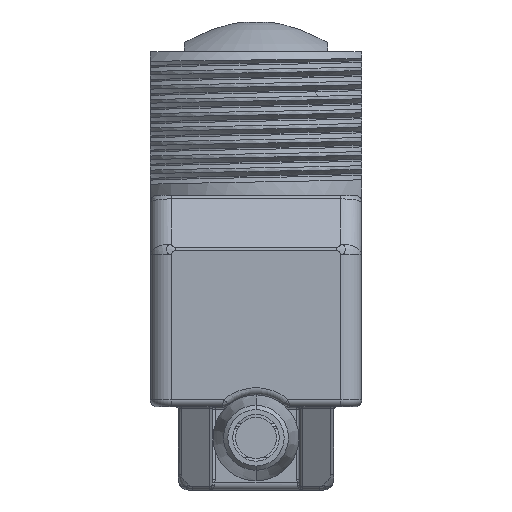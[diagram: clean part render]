
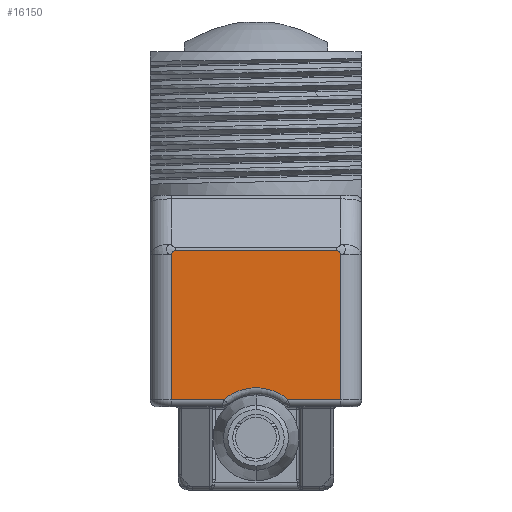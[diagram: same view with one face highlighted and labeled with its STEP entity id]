
A CAD part, front view. The second image highlights one B-rep face of the part: STEP entity #16150.
In plain terms, the highlighted planar face has unit normal (0, -1, 0).
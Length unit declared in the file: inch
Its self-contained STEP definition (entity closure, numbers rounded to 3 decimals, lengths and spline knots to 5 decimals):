
#40=CARTESIAN_POINT('',(-0.09074,-0.67913,
-0.26772));
#67=CARTESIAN_POINT('',(0.,-0.67913,-0.37402));
#68=DIRECTION('',(0.,1.,0.));
#69=DIRECTION('',(-0.649,0.,0.761));
#70=AXIS2_PLACEMENT_3D('',#67,#68,#69);
#72=CARTESIAN_POINT('',(0.09074,-0.67913,
-0.26772));
#102=DIRECTION('',(-1.,0.,0.));
#103=VECTOR('',#102,0.14548);
#104=CARTESIAN_POINT('',(0.23622,-0.67913,
-0.26772));
#105=LINE('',#104,#103);
#115=CARTESIAN_POINT('',(-0.23622,-0.67913,
0.13772));
#116=CARTESIAN_POINT('',(-0.23608,-0.67913,
0.14281));
#117=CARTESIAN_POINT('',(-0.23076,-0.67913,
0.14827));
#118=CARTESIAN_POINT('',(-0.22567,-0.67913,
0.14827));
#120=CARTESIAN_POINT('',(0.23622,-0.67913,
0.13772));
#121=CARTESIAN_POINT('',(0.23608,-0.67913,
0.14281));
#122=CARTESIAN_POINT('',(0.23076,-0.67913,
0.14827));
#123=CARTESIAN_POINT('',(0.22567,-0.67913,
0.14827));
#129=DIRECTION('',(0.,0.,1.));
#130=VECTOR('',#129,0.40544);
#131=CARTESIAN_POINT('',(0.23622,-0.67913,
-0.26772));
#132=LINE('',#131,#130);
#1081=DIRECTION('',(0.,0.,-1.));
#1082=VECTOR('',#1081,0.40544);
#1083=CARTESIAN_POINT('',(-0.23622,-0.67913,
0.13772));
#1084=LINE('',#1083,#1082);
#1141=DIRECTION('',(-1.,0.,0.));
#1142=VECTOR('',#1141,0.14548);
#1143=CARTESIAN_POINT('',(-0.09074,-0.67913,
-0.26772));
#1144=LINE('',#1143,#1142);
#5290=DIRECTION('',(-1.,0.,0.));
#5291=VECTOR('',#5290,0.45134);
#5292=CARTESIAN_POINT('',(0.22567,-0.67913,
0.14827));
#5293=LINE('',#5292,#5291);
#13494=VERTEX_POINT('',#120);
#13495=VERTEX_POINT('',#123);
#13501=CARTESIAN_POINT('',(-0.22567,-0.67913,
0.14827));
#13502=VERTEX_POINT('',#13501);
#13503=VERTEX_POINT('',#115);
#15456=CARTESIAN_POINT('',(0.23622,-0.67913,
-0.26772));
#15457=VERTEX_POINT('',#15456);
#15474=CARTESIAN_POINT('',(-0.23622,-0.67913,
-0.26772));
#15475=VERTEX_POINT('',#15474);
#15483=VERTEX_POINT('',#72);
#15485=VERTEX_POINT('',#40);
#16129=CARTESIAN_POINT('',(-0.29528,-0.67913,0.));
#16130=DIRECTION('',(0.,-1.,0.));
#16131=DIRECTION('',(1.,0.,0.));
#16132=AXIS2_PLACEMENT_3D('',#16129,#16130,#16131);
#16133=PLANE('',#16132);
#16135=ORIENTED_EDGE('',*,*,#16134,.F.);
#16136=ORIENTED_EDGE('',*,*,#16120,.T.);
#16137=ORIENTED_EDGE('',*,*,#16060,.F.);
#16139=ORIENTED_EDGE('',*,*,#16138,.T.);
#16141=ORIENTED_EDGE('',*,*,#16140,.F.);
#16143=ORIENTED_EDGE('',*,*,#16142,.T.);
#16145=ORIENTED_EDGE('',*,*,#16144,.F.);
#16147=ORIENTED_EDGE('',*,*,#16146,.F.);
#16148=EDGE_LOOP('',(#16135,#16136,#16137,#16139,#16141,#16143,#16145,#16147));
#16149=FACE_OUTER_BOUND('',#16148,.F.);
#16150=ADVANCED_FACE('',(#16149),#16133,.T.);
#71=CIRCLE('',#70,0.13976);
#119=B_SPLINE_CURVE_WITH_KNOTS('',3,(#115,#116,#117,#118),.UNSPECIFIED.,.F.,.F.,
(4,4),(0.,1.),.UNSPECIFIED.);
#124=B_SPLINE_CURVE_WITH_KNOTS('',3,(#120,#121,#122,#123),.UNSPECIFIED.,.F.,.F.,
(4,4),(0.,1.),.UNSPECIFIED.);
#16060=EDGE_CURVE('',#15485,#15483,#71,.T.);
#16120=EDGE_CURVE('',#15457,#15483,#105,.T.);
#16134=EDGE_CURVE('',#15457,#13494,#132,.T.);
#16138=EDGE_CURVE('',#15485,#15475,#1144,.T.);
#16140=EDGE_CURVE('',#13503,#15475,#1084,.T.);
#16142=EDGE_CURVE('',#13503,#13502,#119,.T.);
#16144=EDGE_CURVE('',#13495,#13502,#5293,.T.);
#16146=EDGE_CURVE('',#13494,#13495,#124,.T.);
